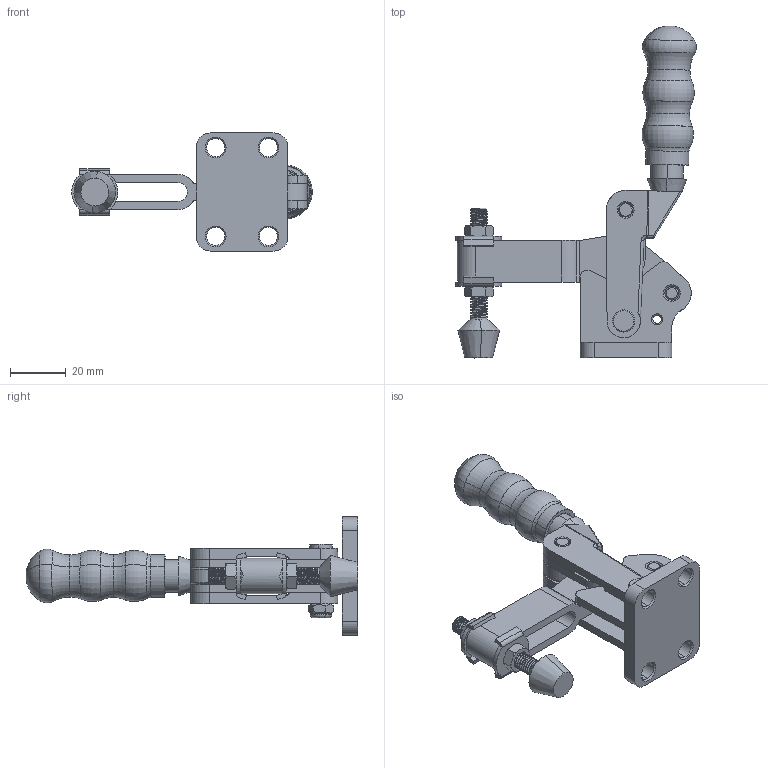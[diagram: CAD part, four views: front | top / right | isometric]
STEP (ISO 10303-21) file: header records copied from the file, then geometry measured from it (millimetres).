
FILE_DESCRIPTION (( 'STEP AP203' ), '1' );
FILE_NAME ('CH-70300B.STEP', '2017-12-08T03:34:03', ( 'Windows' ), ( 'Microsoft' ), 'SwSTEP 2.0', 'SolidWorks 2015', '' );
FILE_SCHEMA (( 'CONFIG_CONTROL_DESIGN' ));
Length unit declared in the file: millimetre
Products named in the file (13): 路杶; 傻郋粣; 酗郋粣; 蹟裝; prevailing torque type style 1 gb_GB_HEXAGON_TYPE9 M5-S; 菁釱; 綵竄杶; 標撿极; CH-FW-141; 蟀裝; YATOU; 揤參; CH-70300B
Assembly tree (15 placements, depth 2):
  CH-70300B
    菁釱
    標撿极
    蟀裝  x2
    揤參
    路杶
    傻郋粣  x2
    酗郋粣
    蹟裝
    prevailing torque type style 1 gb_GB_HEXAGON_TYPE9 M5-S
    綵竄杶
    CH-FW-141  x2
    YATOU
Bounding box: 86.66 x 119.55 x 42.5 mm (x, y, z)
Volume: 45387 mm3; surface area: 32655.4 mm2
Topology: 17 solids, 17 shells, 962 faces, 2508 edges, 1609 vertices
Faces by surface type: plane 345, cylinder 259, bspline 175, cone 131, torus 46, sphere 6
Entity records: 42596 total; most frequent: CARTESIAN_POINT 20080, ORIENTED_EDGE 4784, DIRECTION 3774, EDGE_CURVE 2392, VERTEX_POINT 1539, VECTOR 1278, LINE 1278, AXIS2_PLACEMENT_3D 1248
